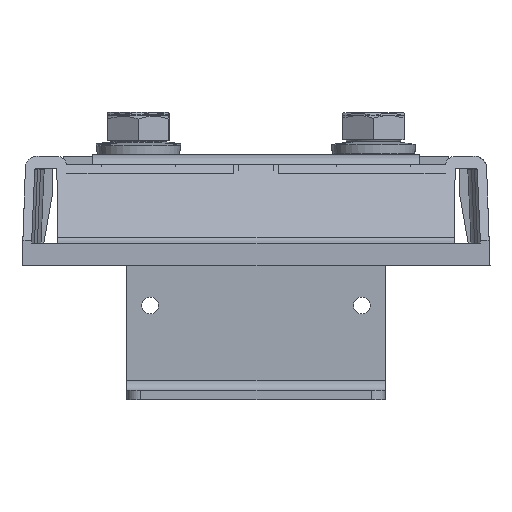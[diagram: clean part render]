
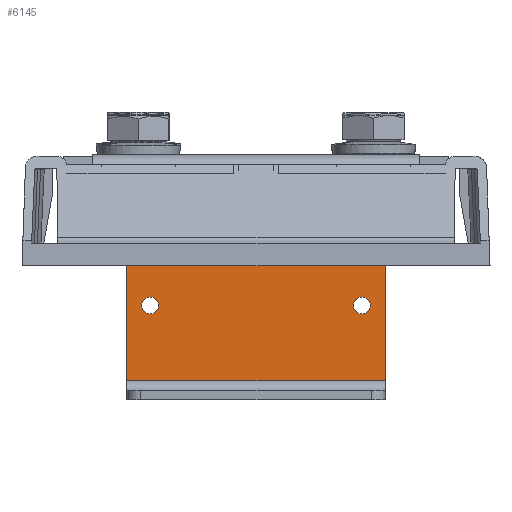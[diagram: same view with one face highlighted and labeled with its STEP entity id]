
A CAD part, left-side view. The second image highlights one B-rep face of the part: STEP entity #6145.
In plain terms, the highlighted face is planar.
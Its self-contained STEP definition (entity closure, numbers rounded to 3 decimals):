
#4504=DIRECTION('',(0.,0.,-1.));
#4505=VECTOR('',#4504,35.5);
#4506=CARTESIAN_POINT('',(487.5,0.,29.5));
#4507=LINE('',#4506,#4505);
#4511=CARTESIAN_POINT('',(484.5,0.,29.5));
#4512=DIRECTION('',(0.,1.,0.));
#4513=DIRECTION('',(0.,0.,1.));
#4514=AXIS2_PLACEMENT_3D('',#4511,#4512,#4513);
#4519=DIRECTION('',(1.,0.,0.));
#4520=VECTOR('',#4519,1.25);
#4521=CARTESIAN_POINT('',(483.25,0.,32.5));
#4522=LINE('',#4521,#4520);
#4526=CARTESIAN_POINT('',(483.25,0.,35.5));
#4527=DIRECTION('',(0.,-1.,0.));
#4528=DIRECTION('',(-1.,0.,0.));
#4529=AXIS2_PLACEMENT_3D('',#4526,#4527,#4528);
#4534=DIRECTION('',(0.,0.,1.));
#4535=VECTOR('',#4534,2.5);
#4536=CARTESIAN_POINT('',(549.75,0.,35.5));
#4537=LINE('',#4536,#4535);
#4541=CARTESIAN_POINT('',(546.75,0.,35.5));
#4542=DIRECTION('',(0.,-1.,0.));
#4543=DIRECTION('',(0.,0.,-1.));
#4544=AXIS2_PLACEMENT_3D('',#4541,#4542,#4543);
#4549=CARTESIAN_POINT('',(545.5,0.,29.5));
#4550=DIRECTION('',(0.,1.,0.));
#4551=DIRECTION('',(-1.,0.,0.));
#4552=AXIS2_PLACEMENT_3D('',#4549,#4550,#4551);
#4557=CARTESIAN_POINT('',(504.,0.,30.));
#4558=DIRECTION('',(0.,1.,0.));
#4559=DIRECTION('',(0.,0.,-1.));
#4560=AXIS2_PLACEMENT_3D('',#4557,#4558,#4559);
#4565=CARTESIAN_POINT('',(504.,0.,30.));
#4566=DIRECTION('',(0.,1.,0.));
#4567=DIRECTION('',(0.,0.,1.));
#4568=AXIS2_PLACEMENT_3D('',#4565,#4566,#4567);
#4573=CARTESIAN_POINT('',(504.,0.,30.));
#4574=DIRECTION('',(0.,1.,0.));
#4575=DIRECTION('',(-1.,0.,0.));
#4576=AXIS2_PLACEMENT_3D('',#4573,#4574,#4575);
#4581=CARTESIAN_POINT('',(526.,0.,30.));
#4582=DIRECTION('',(0.,1.,0.));
#4583=DIRECTION('',(0.,0.,-1.));
#4584=AXIS2_PLACEMENT_3D('',#4581,#4582,#4583);
#4589=CARTESIAN_POINT('',(526.,0.,30.));
#4590=DIRECTION('',(0.,1.,0.));
#4591=DIRECTION('',(0.,0.,1.));
#4592=AXIS2_PLACEMENT_3D('',#4589,#4590,#4591);
#4597=CARTESIAN_POINT('',(526.,0.,30.));
#4598=DIRECTION('',(0.,1.,0.));
#4599=DIRECTION('',(-1.,0.,0.));
#4600=AXIS2_PLACEMENT_3D('',#4597,#4598,#4599);
#4605=CARTESIAN_POINT('',(537.5,0.,10.));
#4606=DIRECTION('',(0.,1.,0.));
#4607=DIRECTION('',(0.,0.,-1.));
#4608=AXIS2_PLACEMENT_3D('',#4605,#4606,#4607);
#4613=CARTESIAN_POINT('',(537.5,0.,10.));
#4614=DIRECTION('',(0.,1.,0.));
#4615=DIRECTION('',(0.,0.,1.));
#4616=AXIS2_PLACEMENT_3D('',#4613,#4614,#4615);
#4621=CARTESIAN_POINT('',(537.5,0.,10.));
#4622=DIRECTION('',(0.,1.,0.));
#4623=DIRECTION('',(-1.,0.,0.));
#4624=AXIS2_PLACEMENT_3D('',#4621,#4622,#4623);
#4629=CARTESIAN_POINT('',(492.5,0.,10.));
#4630=DIRECTION('',(0.,1.,0.));
#4631=DIRECTION('',(0.,0.,-1.));
#4632=AXIS2_PLACEMENT_3D('',#4629,#4630,#4631);
#4637=CARTESIAN_POINT('',(492.5,0.,10.));
#4638=DIRECTION('',(0.,1.,0.));
#4639=DIRECTION('',(0.,0.,1.));
#4640=AXIS2_PLACEMENT_3D('',#4637,#4638,#4639);
#4645=CARTESIAN_POINT('',(492.5,0.,10.));
#4646=DIRECTION('',(0.,1.,0.));
#4647=DIRECTION('',(-1.,0.,0.));
#4648=AXIS2_PLACEMENT_3D('',#4645,#4646,#4647);
#4660=DIRECTION('',(-1.,0.,0.));
#4661=VECTOR('',#4660,55.);
#4662=CARTESIAN_POINT('',(542.5,0.,-6.));
#4663=LINE('',#4662,#4661);
#4675=DIRECTION('',(0.,0.,-1.));
#4676=VECTOR('',#4675,35.5);
#4677=CARTESIAN_POINT('',(542.5,0.,29.5));
#4678=LINE('',#4677,#4676);
#4976=DIRECTION('',(-1.,0.,0.));
#4977=VECTOR('',#4976,1.25);
#4978=CARTESIAN_POINT('',(546.75,0.,32.5));
#4979=LINE('',#4978,#4977);
#5403=DIRECTION('',(1.,0.,0.));
#5404=VECTOR('',#5403,69.5);
#5405=CARTESIAN_POINT('',(480.25,0.,38.));
#5406=LINE('',#5405,#5404);
#5417=DIRECTION('',(0.,0.,1.));
#5418=VECTOR('',#5417,2.5);
#5419=CARTESIAN_POINT('',(480.25,0.,35.5));
#5420=LINE('',#5419,#5418);
#5842=CARTESIAN_POINT('',(542.5,0.,-6.));
#5843=CARTESIAN_POINT('',(487.5,0.,-6.));
#5844=VERTEX_POINT('',#5842);
#5845=VERTEX_POINT('',#5843);
#5846=CARTESIAN_POINT('',(542.5,0.,29.5));
#5847=VERTEX_POINT('',#5846);
#5848=CARTESIAN_POINT('',(545.5,0.,32.5));
#5849=VERTEX_POINT('',#5848);
#5850=CARTESIAN_POINT('',(546.75,0.,32.5));
#5851=VERTEX_POINT('',#5850);
#5852=CARTESIAN_POINT('',(549.75,0.,35.5));
#5853=VERTEX_POINT('',#5852);
#5854=CARTESIAN_POINT('',(549.75,0.,38.));
#5855=VERTEX_POINT('',#5854);
#5856=CARTESIAN_POINT('',(480.25,0.,38.));
#5857=VERTEX_POINT('',#5856);
#5858=CARTESIAN_POINT('',(480.25,0.,35.5));
#5859=VERTEX_POINT('',#5858);
#5860=CARTESIAN_POINT('',(483.25,0.,32.5));
#5861=VERTEX_POINT('',#5860);
#5862=CARTESIAN_POINT('',(484.5,0.,32.5));
#5863=VERTEX_POINT('',#5862);
#5864=CARTESIAN_POINT('',(487.5,0.,29.5));
#5865=VERTEX_POINT('',#5864);
#5866=CARTESIAN_POINT('',(504.,0.,28.2));
#5867=CARTESIAN_POINT('',(502.2,0.,30.));
#5868=VERTEX_POINT('',#5866);
#5869=VERTEX_POINT('',#5867);
#5870=CARTESIAN_POINT('',(504.,0.,31.8));
#5871=VERTEX_POINT('',#5870);
#5872=CARTESIAN_POINT('',(526.,0.,28.2));
#5873=CARTESIAN_POINT('',(524.2,0.,30.));
#5874=VERTEX_POINT('',#5872);
#5875=VERTEX_POINT('',#5873);
#5876=CARTESIAN_POINT('',(526.,0.,31.8));
#5877=VERTEX_POINT('',#5876);
#5878=CARTESIAN_POINT('',(537.5,0.,8.2));
#5879=CARTESIAN_POINT('',(535.7,0.,10.));
#5880=VERTEX_POINT('',#5878);
#5881=VERTEX_POINT('',#5879);
#5882=CARTESIAN_POINT('',(537.5,0.,11.8));
#5883=VERTEX_POINT('',#5882);
#5884=CARTESIAN_POINT('',(492.5,0.,8.2));
#5885=CARTESIAN_POINT('',(490.7,0.,10.));
#5886=VERTEX_POINT('',#5884);
#5887=VERTEX_POINT('',#5885);
#5888=CARTESIAN_POINT('',(492.5,0.,11.8));
#5889=VERTEX_POINT('',#5888);
#6082=CARTESIAN_POINT('',(127.5,0.,0.));
#6083=DIRECTION('',(0.,1.,0.));
#6084=DIRECTION('',(0.,0.,1.));
#6085=AXIS2_PLACEMENT_3D('',#6082,#6083,#6084);
#6086=PLANE('',#6085);
#6088=ORIENTED_EDGE('',*,*,#6087,.T.);
#6090=ORIENTED_EDGE('',*,*,#6089,.F.);
#6092=ORIENTED_EDGE('',*,*,#6091,.F.);
#6094=ORIENTED_EDGE('',*,*,#6093,.F.);
#6096=ORIENTED_EDGE('',*,*,#6095,.F.);
#6098=ORIENTED_EDGE('',*,*,#6097,.T.);
#6100=ORIENTED_EDGE('',*,*,#6099,.T.);
#6102=ORIENTED_EDGE('',*,*,#6101,.F.);
#6104=ORIENTED_EDGE('',*,*,#6103,.F.);
#6106=ORIENTED_EDGE('',*,*,#6105,.T.);
#6108=ORIENTED_EDGE('',*,*,#6107,.F.);
#6110=ORIENTED_EDGE('',*,*,#6109,.T.);
#6111=EDGE_LOOP('',(#6088,#6090,#6092,#6094,#6096,#6098,#6100,#6102,#6104,#6106,
#6108,#6110));
#6112=FACE_OUTER_BOUND('',#6111,.F.);
#6114=ORIENTED_EDGE('',*,*,#6113,.F.);
#6116=ORIENTED_EDGE('',*,*,#6115,.F.);
#6118=ORIENTED_EDGE('',*,*,#6117,.F.);
#6119=EDGE_LOOP('',(#6114,#6116,#6118));
#6120=FACE_BOUND('',#6119,.F.);
#6122=ORIENTED_EDGE('',*,*,#6121,.F.);
#6124=ORIENTED_EDGE('',*,*,#6123,.F.);
#6126=ORIENTED_EDGE('',*,*,#6125,.F.);
#6127=EDGE_LOOP('',(#6122,#6124,#6126));
#6128=FACE_BOUND('',#6127,.F.);
#6130=ORIENTED_EDGE('',*,*,#6129,.F.);
#6132=ORIENTED_EDGE('',*,*,#6131,.F.);
#6134=ORIENTED_EDGE('',*,*,#6133,.F.);
#6135=EDGE_LOOP('',(#6130,#6132,#6134));
#6136=FACE_BOUND('',#6135,.F.);
#6138=ORIENTED_EDGE('',*,*,#6137,.F.);
#6140=ORIENTED_EDGE('',*,*,#6139,.F.);
#6142=ORIENTED_EDGE('',*,*,#6141,.F.);
#6143=EDGE_LOOP('',(#6138,#6140,#6142));
#6144=FACE_BOUND('',#6143,.F.);
#4515=CIRCLE('',#4514,3.);
#4530=CIRCLE('',#4529,3.);
#4545=CIRCLE('',#4544,3.);
#4553=CIRCLE('',#4552,3.);
#4561=CIRCLE('',#4560,1.8);
#4569=CIRCLE('',#4568,1.8);
#4577=CIRCLE('',#4576,1.8);
#4585=CIRCLE('',#4584,1.8);
#4593=CIRCLE('',#4592,1.8);
#4601=CIRCLE('',#4600,1.8);
#4609=CIRCLE('',#4608,1.8);
#4617=CIRCLE('',#4616,1.8);
#4625=CIRCLE('',#4624,1.8);
#4633=CIRCLE('',#4632,1.8);
#4641=CIRCLE('',#4640,1.8);
#4649=CIRCLE('',#4648,1.8);
#6087=EDGE_CURVE('',#5844,#5845,#4663,.T.);
#6089=EDGE_CURVE('',#5865,#5845,#4507,.T.);
#6091=EDGE_CURVE('',#5863,#5865,#4515,.T.);
#6093=EDGE_CURVE('',#5861,#5863,#4522,.T.);
#6095=EDGE_CURVE('',#5859,#5861,#4530,.T.);
#6097=EDGE_CURVE('',#5859,#5857,#5420,.T.);
#6099=EDGE_CURVE('',#5857,#5855,#5406,.T.);
#6101=EDGE_CURVE('',#5853,#5855,#4537,.T.);
#6103=EDGE_CURVE('',#5851,#5853,#4545,.T.);
#6105=EDGE_CURVE('',#5851,#5849,#4979,.T.);
#6107=EDGE_CURVE('',#5847,#5849,#4553,.T.);
#6109=EDGE_CURVE('',#5847,#5844,#4678,.T.);
#6113=EDGE_CURVE('',#5868,#5869,#4561,.T.);
#6115=EDGE_CURVE('',#5871,#5868,#4569,.T.);
#6117=EDGE_CURVE('',#5869,#5871,#4577,.T.);
#6121=EDGE_CURVE('',#5874,#5875,#4585,.T.);
#6123=EDGE_CURVE('',#5877,#5874,#4593,.T.);
#6125=EDGE_CURVE('',#5875,#5877,#4601,.T.);
#6129=EDGE_CURVE('',#5880,#5881,#4609,.T.);
#6131=EDGE_CURVE('',#5883,#5880,#4617,.T.);
#6133=EDGE_CURVE('',#5881,#5883,#4625,.T.);
#6137=EDGE_CURVE('',#5886,#5887,#4633,.T.);
#6139=EDGE_CURVE('',#5889,#5886,#4641,.T.);
#6141=EDGE_CURVE('',#5887,#5889,#4649,.T.);
#6145=ADVANCED_FACE('',(#6112,#6120,#6128,#6136,#6144),#6086,.F.);
